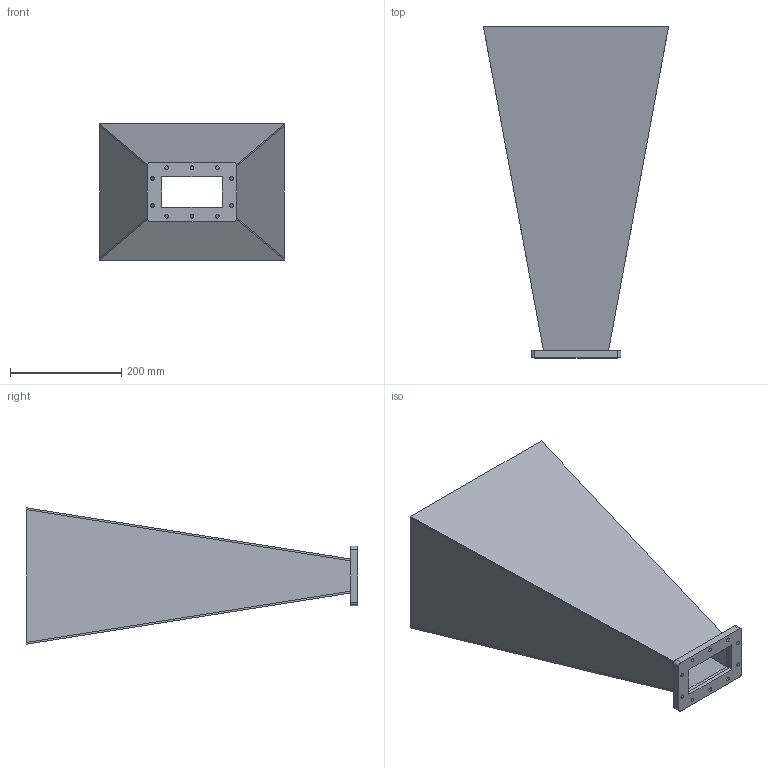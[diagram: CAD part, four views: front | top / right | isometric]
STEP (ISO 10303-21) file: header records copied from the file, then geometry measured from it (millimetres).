
FILE_DESCRIPTION (( 'STEP AP214' ), '1' );
FILE_NAME ('FM9864B-15_3D.STEP', '2021-02-02T14:06:18', ( '' ), ( '' ), 'SwSTEP 2.0', 'SolidWorks 2018', '' );
FILE_SCHEMA (( 'AUTOMOTIVE_DESIGN' ));
Length unit declared in the file: inch
Products named in the file (1): FM9864B-15_3D
Bounding box: 332.99 x 596.39 x 245.11 mm (x, y, z)
Volume: 1534754 mm3; surface area: 917708.7 mm2
Topology: 1 solids, 1 shells, 48 faces, 126 edges, 80 vertices
Faces by surface type: plane 34, cylinder 14
Full cylindrical faces by diameter (mm): 6.756 x10
Entity records: 1500 total; most frequent: CARTESIAN_POINT 257, DIRECTION 238, ORIENTED_EDGE 232, EDGE_CURVE 116, LINE 84, VECTOR 84, VERTEX_POINT 80, EDGE_LOOP 80
